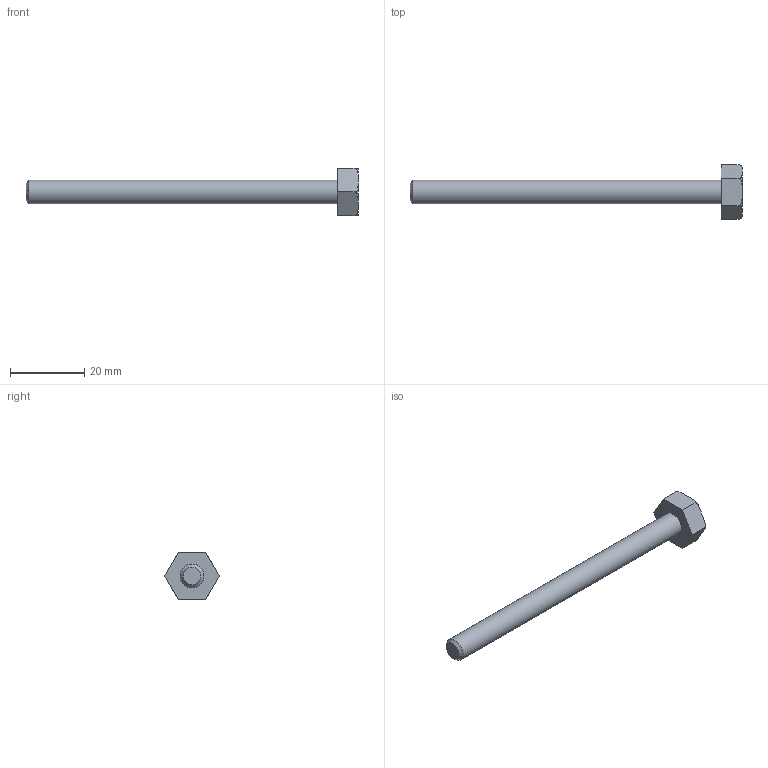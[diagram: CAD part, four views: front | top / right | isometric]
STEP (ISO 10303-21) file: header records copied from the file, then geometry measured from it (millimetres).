
FILE_DESCRIPTION(/* description */ ('STEP AP214'),/* implementation_level */ '2;1');
FILE_NAME(/* name */ '625b94e88af6832b8556186d',/* time_stamp */ '2022-04-17T04:17:44+00:00',/* author */ (''),/* organization */ (''),/* preprocessor_version */ 'ST-DEVELOPER v18.101',/* originating_system */ ' ',/* authorisation */ ' ');
FILE_SCHEMA (('AUTOMOTIVE_DESIGN {1 0 10303 214 3 1 1}'));
Length unit declared in the file: metre
Products named in the file (1): Part 430
Bounding box: 89.69 x 14.66 x 12.7 mm (x, y, z)
Volume: 3434.4 mm3; surface area: 2189.6 mm2
Topology: 1 solids, 1 shells, 17 faces, 43 edges, 29 vertices
Faces by surface type: plane 9, torus 6, cylinder 1, cone 1
Full cylindrical faces by diameter (mm): 6.35 x1
Entity records: 564 total; most frequent: CARTESIAN_POINT 156, ORIENTED_EDGE 78, DIRECTION 72, EDGE_CURVE 39, VERTEX_POINT 27, AXIS2_PLACEMENT_3D 27, EDGE_LOOP 20, FACE_BOUND 20
